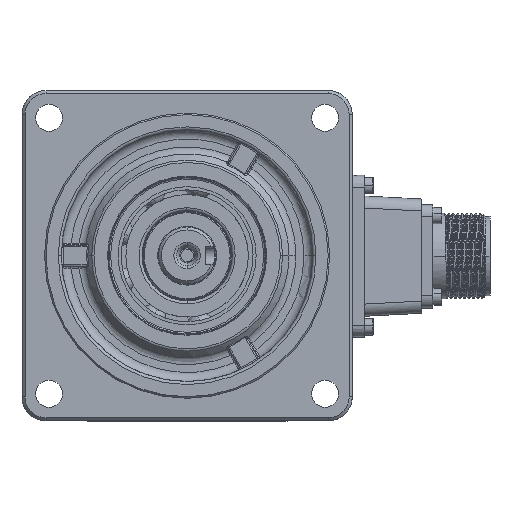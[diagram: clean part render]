
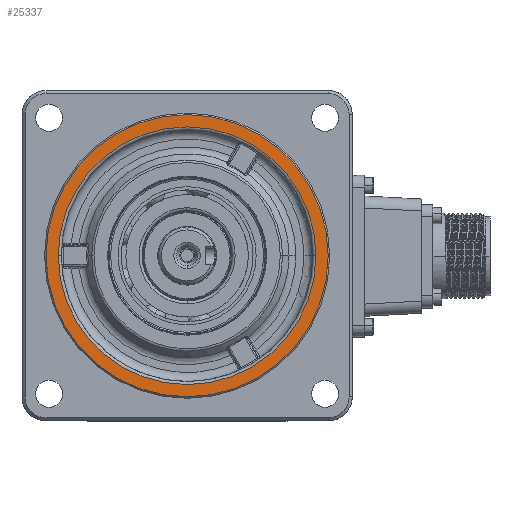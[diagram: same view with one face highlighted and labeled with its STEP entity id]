
A CAD part, top view. The second image highlights one B-rep face of the part: STEP entity #25337.
In plain terms, the highlighted planar face has unit normal (0, 0, 1).
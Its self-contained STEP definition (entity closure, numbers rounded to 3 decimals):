
#2490 = FACE_BOUND ( 'NONE', #27184, .T. ) ;
#3928 = CIRCLE ( 'NONE', #19532, 42.916 ) ;
#4275 = CARTESIAN_POINT ( 'NONE',  ( -167.248, -6.989, 46.118 ) ) ;
#4305 = DIRECTION ( 'NONE',  ( 1., 0., 0. ) ) ;
#4402 = DIRECTION ( 'NONE',  ( 0., 0., 1. ) ) ;
#5784 = CARTESIAN_POINT ( 'NONE',  ( -120.248, -6.989, 46.118 ) ) ;
#9338 = VERTEX_POINT ( 'NONE', #16980 ) ;
#9385 = CIRCLE ( 'NONE', #32746, 42.916 ) ;
#9427 = VERTEX_POINT ( 'NONE', #24356 ) ;
#9856 = ORIENTED_EDGE ( 'NONE', *, *, #37205, .T. ) ;
#13863 = DIRECTION ( 'NONE',  ( 1., 0., 0. ) ) ;
#16980 = CARTESIAN_POINT ( 'NONE',  ( -73.248, -6.989, 46.118 ) ) ;
#17376 = DIRECTION ( 'NONE',  ( 1., 0., 0. ) ) ;
#17593 = PLANE ( 'NONE',  #39841 ) ;
#18252 = DIRECTION ( 'NONE',  ( 0., 0., -1. ) ) ;
#18288 = DIRECTION ( 'NONE',  ( 1., 0., 0. ) ) ;
#18338 = EDGE_CURVE ( 'NONE', #9427, #18613, #3928, .T. ) ;
#18613 = VERTEX_POINT ( 'NONE', #20723 ) ;
#19532 = AXIS2_PLACEMENT_3D ( 'NONE', #5784, #18252, #21975 ) ;
#19926 = VERTEX_POINT ( 'NONE', #4275 ) ;
#19935 = ORIENTED_EDGE ( 'NONE', *, *, #21361, .T. ) ;
#20723 = CARTESIAN_POINT ( 'NONE',  ( -163.164, -6.989, 46.118 ) ) ;
#21361 = EDGE_CURVE ( 'NONE', #19926, #9338, #31170, .T. ) ;
#21975 = DIRECTION ( 'NONE',  ( 1., 0., 0. ) ) ;
#22223 = ORIENTED_EDGE ( 'NONE', *, *, #18338, .T. ) ;
#24356 = CARTESIAN_POINT ( 'NONE',  ( -77.331, -6.989, 46.118 ) ) ;
#25337 = ADVANCED_FACE ( 'NONE', ( #38705, #2490 ), #17593, .T. ) ;
#26008 = CIRCLE ( 'NONE', #32078, 47. ) ;
#27184 = EDGE_LOOP ( 'NONE', ( #22223, #9856 ) ) ;
#28376 = EDGE_CURVE ( 'NONE', #9338, #19926, #26008, .T. ) ;
#30608 = ORIENTED_EDGE ( 'NONE', *, *, #28376, .T. ) ;
#31170 = CIRCLE ( 'NONE', #37602, 47. ) ;
#31348 = EDGE_LOOP ( 'NONE', ( #19935, #30608 ) ) ;
#32078 = AXIS2_PLACEMENT_3D ( 'NONE', #38352, #35071, #4305 ) ;
#32746 = AXIS2_PLACEMENT_3D ( 'NONE', #35963, #33200, #17376 ) ;
#33200 = DIRECTION ( 'NONE',  ( 0., 0., -1. ) ) ;
#33440 = CARTESIAN_POINT ( 'NONE',  ( -120.248, -6.989, 46.118 ) ) ;
#35071 = DIRECTION ( 'NONE',  ( 0., 0., 1. ) ) ;
#35693 = CARTESIAN_POINT ( 'NONE',  ( -120.248, -6.989, 46.118 ) ) ;
#35963 = CARTESIAN_POINT ( 'NONE',  ( -120.248, -6.989, 46.118 ) ) ;
#37205 = EDGE_CURVE ( 'NONE', #18613, #9427, #9385, .T. ) ;
#37602 = AXIS2_PLACEMENT_3D ( 'NONE', #35693, #4402, #13863 ) ;
#38352 = CARTESIAN_POINT ( 'NONE',  ( -120.248, -6.989, 46.118 ) ) ;
#38705 = FACE_OUTER_BOUND ( 'NONE', #31348, .T. ) ;
#39595 = DIRECTION ( 'NONE',  ( 0., 0., 1. ) ) ;
#39841 = AXIS2_PLACEMENT_3D ( 'NONE', #33440, #39595, #18288 ) ;
